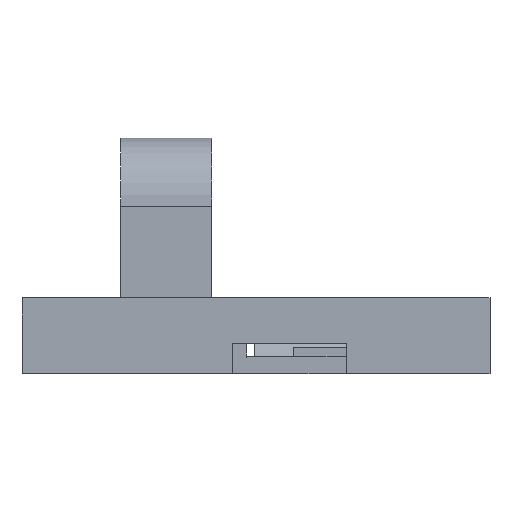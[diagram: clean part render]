
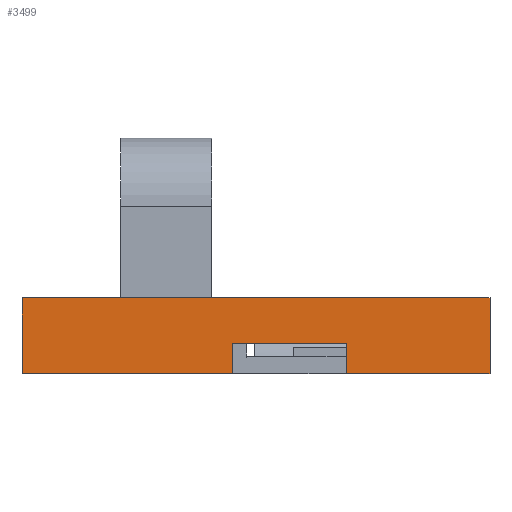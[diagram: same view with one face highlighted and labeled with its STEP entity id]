
A CAD part, front view. The second image highlights one B-rep face of the part: STEP entity #3499.
In plain terms, the highlighted planar face has unit normal (0, -1, 0).
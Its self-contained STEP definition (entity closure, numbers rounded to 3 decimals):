
#119 = PLANE('',#120);
#120 = AXIS2_PLACEMENT_3D('',#121,#122,#123);
#121 = CARTESIAN_POINT('',(-13.,20.2,0.));
#122 = DIRECTION('',(0.,-0.,1.));
#123 = DIRECTION('',(0.,1.,0.));
#144 = VERTEX_POINT('',#145);
#145 = CARTESIAN_POINT('',(-19.5,9.,0.));
#159 = PLANE('',#160);
#160 = AXIS2_PLACEMENT_3D('',#161,#162,#163);
#161 = CARTESIAN_POINT('',(-19.5,48.,0.));
#162 = DIRECTION('',(1.,0.,-0.));
#163 = DIRECTION('',(0.,-1.,0.));
#171 = EDGE_CURVE('',#144,#172,#174,.T.);
#172 = VERTEX_POINT('',#173);
#173 = CARTESIAN_POINT('',(-5.617,9.,0.));
#174 = SURFACE_CURVE('',#175,(#179,#186),.PCURVE_S1.);
#175 = LINE('',#176,#177);
#176 = CARTESIAN_POINT('',(-38.7,9.,0.));
#177 = VECTOR('',#178,1.);
#178 = DIRECTION('',(1.,0.,0.));
#179 = PCURVE('',#119,#180);
#180 = DEFINITIONAL_REPRESENTATION('',(#181),#185);
#181 = LINE('',#182,#183);
#182 = CARTESIAN_POINT('',(-11.2,25.7));
#183 = VECTOR('',#184,1.);
#184 = DIRECTION('',(0.,-1.));
#185 = ( GEOMETRIC_REPRESENTATION_CONTEXT(2) 
PARAMETRIC_REPRESENTATION_CONTEXT() REPRESENTATION_CONTEXT('2D SPACE',''
  ) );
#186 = PCURVE('',#187,#192);
#187 = PLANE('',#188);
#188 = AXIS2_PLACEMENT_3D('',#189,#190,#191);
#189 = CARTESIAN_POINT('',(-19.5,9.,0.));
#190 = DIRECTION('',(0.,1.,0.));
#191 = DIRECTION('',(1.,0.,0.));
#192 = DEFINITIONAL_REPRESENTATION('',(#193),#197);
#193 = LINE('',#194,#195);
#194 = CARTESIAN_POINT('',(-19.2,0.));
#195 = VECTOR('',#196,1.);
#196 = DIRECTION('',(1.,0.));
#197 = ( GEOMETRIC_REPRESENTATION_CONTEXT(2) 
PARAMETRIC_REPRESENTATION_CONTEXT() REPRESENTATION_CONTEXT('2D SPACE',''
  ) );
#215 = PLANE('',#216);
#216 = AXIS2_PLACEMENT_3D('',#217,#218,#219);
#217 = CARTESIAN_POINT('',(-5.617,8.475,0.));
#218 = DIRECTION('',(-1.,0.,0.));
#219 = DIRECTION('',(0.,1.,0.));
#256 = VERTEX_POINT('',#257);
#257 = CARTESIAN_POINT('',(1.825,9.,0.));
#271 = PLANE('',#272);
#272 = AXIS2_PLACEMENT_3D('',#273,#274,#275);
#273 = CARTESIAN_POINT('',(1.825,8.475,0.));
#274 = DIRECTION('',(-1.,0.,0.));
#275 = DIRECTION('',(0.,1.,0.));
#283 = EDGE_CURVE('',#256,#284,#286,.T.);
#284 = VERTEX_POINT('',#285);
#285 = CARTESIAN_POINT('',(11.3,9.,0.));
#286 = SURFACE_CURVE('',#287,(#291,#298),.PCURVE_S1.);
#287 = LINE('',#288,#289);
#288 = CARTESIAN_POINT('',(-38.7,9.,0.));
#289 = VECTOR('',#290,1.);
#290 = DIRECTION('',(1.,0.,0.));
#291 = PCURVE('',#119,#292);
#292 = DEFINITIONAL_REPRESENTATION('',(#293),#297);
#293 = LINE('',#294,#295);
#294 = CARTESIAN_POINT('',(-11.2,25.7));
#295 = VECTOR('',#296,1.);
#296 = DIRECTION('',(0.,-1.));
#297 = ( GEOMETRIC_REPRESENTATION_CONTEXT(2) 
PARAMETRIC_REPRESENTATION_CONTEXT() REPRESENTATION_CONTEXT('2D SPACE',''
  ) );
#298 = PCURVE('',#187,#299);
#299 = DEFINITIONAL_REPRESENTATION('',(#300),#304);
#300 = LINE('',#301,#302);
#301 = CARTESIAN_POINT('',(-19.2,0.));
#302 = VECTOR('',#303,1.);
#303 = DIRECTION('',(1.,0.));
#304 = ( GEOMETRIC_REPRESENTATION_CONTEXT(2) 
PARAMETRIC_REPRESENTATION_CONTEXT() REPRESENTATION_CONTEXT('2D SPACE',''
  ) );
#322 = PLANE('',#323);
#323 = AXIS2_PLACEMENT_3D('',#324,#325,#326);
#324 = CARTESIAN_POINT('',(11.3,9.,0.));
#325 = DIRECTION('',(-1.,0.,0.));
#326 = DIRECTION('',(0.,1.,0.));
#1436 = PLANE('',#1437);
#1437 = AXIS2_PLACEMENT_3D('',#1438,#1439,#1440);
#1438 = CARTESIAN_POINT('',(28.065,14.524,5.));
#1439 = DIRECTION('',(0.,0.,1.));
#1440 = DIRECTION('',(1.,0.,0.));
#2326 = PLANE('',#2327);
#2327 = AXIS2_PLACEMENT_3D('',#2328,#2329,#2330);
#2328 = CARTESIAN_POINT('',(-1.896,12.34,2.));
#2329 = DIRECTION('',(0.,0.,1.));
#2330 = DIRECTION('',(1.,0.,0.));
#3413 = EDGE_CURVE('',#284,#3414,#3416,.T.);
#3414 = VERTEX_POINT('',#3415);
#3415 = CARTESIAN_POINT('',(11.3,9.,5.));
#3416 = SURFACE_CURVE('',#3417,(#3421,#3428),.PCURVE_S1.);
#3417 = LINE('',#3418,#3419);
#3418 = CARTESIAN_POINT('',(11.3,9.,0.));
#3419 = VECTOR('',#3420,1.);
#3420 = DIRECTION('',(0.,0.,1.));
#3421 = PCURVE('',#322,#3422);
#3422 = DEFINITIONAL_REPRESENTATION('',(#3423),#3427);
#3423 = LINE('',#3424,#3425);
#3424 = CARTESIAN_POINT('',(0.,0.));
#3425 = VECTOR('',#3426,1.);
#3426 = DIRECTION('',(0.,-1.));
#3427 = ( GEOMETRIC_REPRESENTATION_CONTEXT(2) 
PARAMETRIC_REPRESENTATION_CONTEXT() REPRESENTATION_CONTEXT('2D SPACE',''
  ) );
#3428 = PCURVE('',#187,#3429);
#3429 = DEFINITIONAL_REPRESENTATION('',(#3430),#3434);
#3430 = LINE('',#3431,#3432);
#3431 = CARTESIAN_POINT('',(30.8,0.));
#3432 = VECTOR('',#3433,1.);
#3433 = DIRECTION('',(0.,-1.));
#3434 = ( GEOMETRIC_REPRESENTATION_CONTEXT(2) 
PARAMETRIC_REPRESENTATION_CONTEXT() REPRESENTATION_CONTEXT('2D SPACE',''
  ) );
#3499 = ADVANCED_FACE('',(#3500),#187,.F.);
#3500 = FACE_BOUND('',#3501,.F.);
#3501 = EDGE_LOOP('',(#3502,#3503,#3526,#3547,#3548,#3549,#3570,#3591));
#3502 = ORIENTED_EDGE('',*,*,#171,.F.);
#3503 = ORIENTED_EDGE('',*,*,#3504,.T.);
#3504 = EDGE_CURVE('',#144,#3505,#3507,.T.);
#3505 = VERTEX_POINT('',#3506);
#3506 = CARTESIAN_POINT('',(-19.5,9.,5.));
#3507 = SURFACE_CURVE('',#3508,(#3512,#3519),.PCURVE_S1.);
#3508 = LINE('',#3509,#3510);
#3509 = CARTESIAN_POINT('',(-19.5,9.,0.));
#3510 = VECTOR('',#3511,1.);
#3511 = DIRECTION('',(0.,0.,1.));
#3512 = PCURVE('',#187,#3513);
#3513 = DEFINITIONAL_REPRESENTATION('',(#3514),#3518);
#3514 = LINE('',#3515,#3516);
#3515 = CARTESIAN_POINT('',(0.,0.));
#3516 = VECTOR('',#3517,1.);
#3517 = DIRECTION('',(0.,-1.));
#3518 = ( GEOMETRIC_REPRESENTATION_CONTEXT(2) 
PARAMETRIC_REPRESENTATION_CONTEXT() REPRESENTATION_CONTEXT('2D SPACE',''
  ) );
#3519 = PCURVE('',#159,#3520);
#3520 = DEFINITIONAL_REPRESENTATION('',(#3521),#3525);
#3521 = LINE('',#3522,#3523);
#3522 = CARTESIAN_POINT('',(39.,0.));
#3523 = VECTOR('',#3524,1.);
#3524 = DIRECTION('',(0.,-1.));
#3525 = ( GEOMETRIC_REPRESENTATION_CONTEXT(2) 
PARAMETRIC_REPRESENTATION_CONTEXT() REPRESENTATION_CONTEXT('2D SPACE',''
  ) );
#3526 = ORIENTED_EDGE('',*,*,#3527,.T.);
#3527 = EDGE_CURVE('',#3505,#3414,#3528,.T.);
#3528 = SURFACE_CURVE('',#3529,(#3533,#3540),.PCURVE_S1.);
#3529 = LINE('',#3530,#3531);
#3530 = CARTESIAN_POINT('',(-38.7,9.,5.));
#3531 = VECTOR('',#3532,1.);
#3532 = DIRECTION('',(1.,0.,0.));
#3533 = PCURVE('',#187,#3534);
#3534 = DEFINITIONAL_REPRESENTATION('',(#3535),#3539);
#3535 = LINE('',#3536,#3537);
#3536 = CARTESIAN_POINT('',(-19.2,-5.));
#3537 = VECTOR('',#3538,1.);
#3538 = DIRECTION('',(1.,0.));
#3539 = ( GEOMETRIC_REPRESENTATION_CONTEXT(2) 
PARAMETRIC_REPRESENTATION_CONTEXT() REPRESENTATION_CONTEXT('2D SPACE',''
  ) );
#3540 = PCURVE('',#1436,#3541);
#3541 = DEFINITIONAL_REPRESENTATION('',(#3542),#3546);
#3542 = LINE('',#3543,#3544);
#3543 = CARTESIAN_POINT('',(-66.765,-5.524));
#3544 = VECTOR('',#3545,1.);
#3545 = DIRECTION('',(1.,0.));
#3546 = ( GEOMETRIC_REPRESENTATION_CONTEXT(2) 
PARAMETRIC_REPRESENTATION_CONTEXT() REPRESENTATION_CONTEXT('2D SPACE',''
  ) );
#3547 = ORIENTED_EDGE('',*,*,#3413,.F.);
#3548 = ORIENTED_EDGE('',*,*,#283,.F.);
#3549 = ORIENTED_EDGE('',*,*,#3550,.T.);
#3550 = EDGE_CURVE('',#256,#3551,#3553,.T.);
#3551 = VERTEX_POINT('',#3552);
#3552 = CARTESIAN_POINT('',(1.825,9.,2.));
#3553 = SURFACE_CURVE('',#3554,(#3558,#3564),.PCURVE_S1.);
#3554 = LINE('',#3555,#3556);
#3555 = CARTESIAN_POINT('',(1.825,9.,0.));
#3556 = VECTOR('',#3557,1.);
#3557 = DIRECTION('',(0.,-0.,1.));
#3558 = PCURVE('',#187,#3559);
#3559 = DEFINITIONAL_REPRESENTATION('',(#3560),#3563);
#3560 = B_SPLINE_CURVE_WITH_KNOTS('',1,(#3561,#3562),.UNSPECIFIED.,.F.,
  .F.,(2,2),(0.,2.),.PIECEWISE_BEZIER_KNOTS.);
#3561 = CARTESIAN_POINT('',(21.325,0.));
#3562 = CARTESIAN_POINT('',(21.325,-2.));
#3563 = ( GEOMETRIC_REPRESENTATION_CONTEXT(2) 
PARAMETRIC_REPRESENTATION_CONTEXT() REPRESENTATION_CONTEXT('2D SPACE',''
  ) );
#3564 = PCURVE('',#271,#3565);
#3565 = DEFINITIONAL_REPRESENTATION('',(#3566),#3569);
#3566 = B_SPLINE_CURVE_WITH_KNOTS('',1,(#3567,#3568),.UNSPECIFIED.,.F.,
  .F.,(2,2),(0.,2.),.PIECEWISE_BEZIER_KNOTS.);
#3567 = CARTESIAN_POINT('',(0.525,0.));
#3568 = CARTESIAN_POINT('',(0.525,-2.));
#3569 = ( GEOMETRIC_REPRESENTATION_CONTEXT(2) 
PARAMETRIC_REPRESENTATION_CONTEXT() REPRESENTATION_CONTEXT('2D SPACE',''
  ) );
#3570 = ORIENTED_EDGE('',*,*,#3571,.F.);
#3571 = EDGE_CURVE('',#3572,#3551,#3574,.T.);
#3572 = VERTEX_POINT('',#3573);
#3573 = CARTESIAN_POINT('',(-5.617,9.,2.));
#3574 = SURFACE_CURVE('',#3575,(#3579,#3585),.PCURVE_S1.);
#3575 = LINE('',#3576,#3577);
#3576 = CARTESIAN_POINT('',(-10.698,9.,2.));
#3577 = VECTOR('',#3578,1.);
#3578 = DIRECTION('',(1.,0.,0.));
#3579 = PCURVE('',#187,#3580);
#3580 = DEFINITIONAL_REPRESENTATION('',(#3581),#3584);
#3581 = B_SPLINE_CURVE_WITH_KNOTS('',1,(#3582,#3583),.UNSPECIFIED.,.F.,
  .F.,(2,2),(5.081,12.523),.PIECEWISE_BEZIER_KNOTS.);
#3582 = CARTESIAN_POINT('',(13.883,-2.));
#3583 = CARTESIAN_POINT('',(21.325,-2.));
#3584 = ( GEOMETRIC_REPRESENTATION_CONTEXT(2) 
PARAMETRIC_REPRESENTATION_CONTEXT() REPRESENTATION_CONTEXT('2D SPACE',''
  ) );
#3585 = PCURVE('',#2326,#3586);
#3586 = DEFINITIONAL_REPRESENTATION('',(#3587),#3590);
#3587 = B_SPLINE_CURVE_WITH_KNOTS('',1,(#3588,#3589),.UNSPECIFIED.,.F.,
  .F.,(2,2),(5.081,12.523),.PIECEWISE_BEZIER_KNOTS.);
#3588 = CARTESIAN_POINT('',(-3.721,-3.34));
#3589 = CARTESIAN_POINT('',(3.721,-3.34));
#3590 = ( GEOMETRIC_REPRESENTATION_CONTEXT(2) 
PARAMETRIC_REPRESENTATION_CONTEXT() REPRESENTATION_CONTEXT('2D SPACE',''
  ) );
#3591 = ORIENTED_EDGE('',*,*,#3592,.F.);
#3592 = EDGE_CURVE('',#172,#3572,#3593,.T.);
#3593 = SURFACE_CURVE('',#3594,(#3598,#3604),.PCURVE_S1.);
#3594 = LINE('',#3595,#3596);
#3595 = CARTESIAN_POINT('',(-5.617,9.,0.));
#3596 = VECTOR('',#3597,1.);
#3597 = DIRECTION('',(0.,-0.,1.));
#3598 = PCURVE('',#187,#3599);
#3599 = DEFINITIONAL_REPRESENTATION('',(#3600),#3603);
#3600 = B_SPLINE_CURVE_WITH_KNOTS('',1,(#3601,#3602),.UNSPECIFIED.,.F.,
  .F.,(2,2),(0.,2.),.PIECEWISE_BEZIER_KNOTS.);
#3601 = CARTESIAN_POINT('',(13.883,0.));
#3602 = CARTESIAN_POINT('',(13.883,-2.));
#3603 = ( GEOMETRIC_REPRESENTATION_CONTEXT(2) 
PARAMETRIC_REPRESENTATION_CONTEXT() REPRESENTATION_CONTEXT('2D SPACE',''
  ) );
#3604 = PCURVE('',#215,#3605);
#3605 = DEFINITIONAL_REPRESENTATION('',(#3606),#3609);
#3606 = B_SPLINE_CURVE_WITH_KNOTS('',1,(#3607,#3608),.UNSPECIFIED.,.F.,
  .F.,(2,2),(0.,2.),.PIECEWISE_BEZIER_KNOTS.);
#3607 = CARTESIAN_POINT('',(0.525,0.));
#3608 = CARTESIAN_POINT('',(0.525,-2.));
#3609 = ( GEOMETRIC_REPRESENTATION_CONTEXT(2) 
PARAMETRIC_REPRESENTATION_CONTEXT() REPRESENTATION_CONTEXT('2D SPACE',''
  ) );
